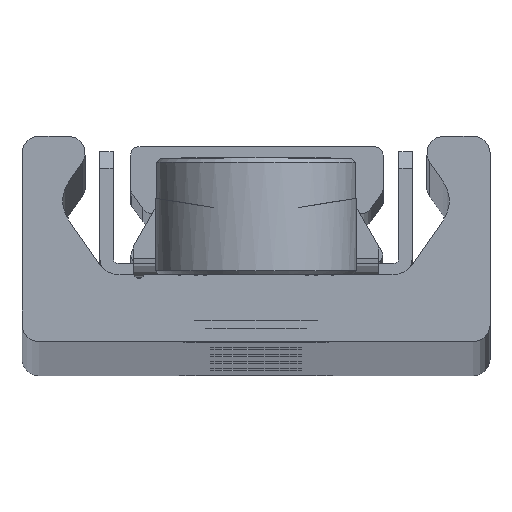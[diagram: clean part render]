
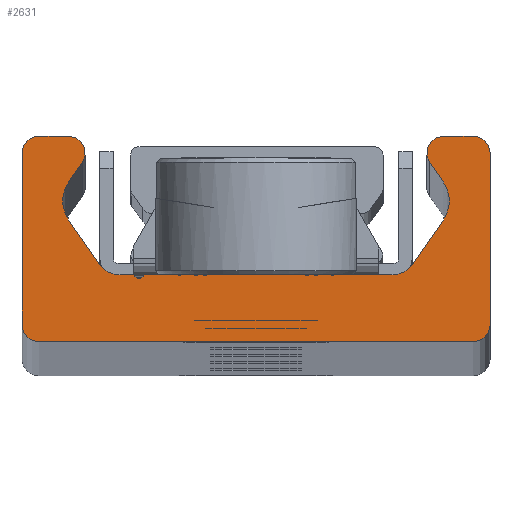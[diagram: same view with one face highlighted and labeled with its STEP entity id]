
A CAD part, top view. The second image highlights one B-rep face of the part: STEP entity #2631.
In plain terms, the highlighted planar face has unit normal (0, 0, 1).
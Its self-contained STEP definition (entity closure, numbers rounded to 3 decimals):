
#1701=CARTESIAN_POINT('',(-13.0,0.0,1170.0));
#1702=VERTEX_POINT('',#1701);
#1703=CARTESIAN_POINT('',(-14.,1.0,1170.0));
#1704=VERTEX_POINT('',#1703);
#1705=CARTESIAN_POINT('',(-13.0,1.0,1170.0));
#1706=DIRECTION('',(0.0,0.0,-1.0));
#1707=DIRECTION('',(-1.0,0.0,0.0));
#1708=AXIS2_PLACEMENT_3D('',#1705,#1706,#1707);
#1709=CIRCLE('',#1708,1.0);
#1710=EDGE_CURVE('',#1702,#1704,#1709,.T.);
#1743=CARTESIAN_POINT('',(-14.,11.3,1170.0));
#1744=VERTEX_POINT('',#1743);
#1745=CARTESIAN_POINT('',(-14.,1.0,1170.0));
#1746=DIRECTION('',(0.0,1.0,0.0));
#1747=VECTOR('',#1746,10.3);
#1748=LINE('',#1745,#1747);
#1749=EDGE_CURVE('',#1704,#1744,#1748,.T.);
#1774=CARTESIAN_POINT('',(-13.0,12.3,1170.0));
#1775=VERTEX_POINT('',#1774);
#1776=CARTESIAN_POINT('',(-13.0,11.3,1170.0));
#1777=DIRECTION('',(0.0,0.0,-1.0));
#1778=DIRECTION('',(0.0,1.0,0.0));
#1779=AXIS2_PLACEMENT_3D('',#1776,#1777,#1778);
#1780=CIRCLE('',#1779,1.0);
#1781=EDGE_CURVE('',#1744,#1775,#1780,.T.);
#1807=CARTESIAN_POINT('',(-11.214,12.3,1170.0));
#1808=VERTEX_POINT('',#1807);
#1809=CARTESIAN_POINT('',(-13.0,12.3,1170.0));
#1810=DIRECTION('',(1.0,0.0,0.0));
#1811=VECTOR('',#1810,1.786);
#1812=LINE('',#1809,#1811);
#1813=EDGE_CURVE('',#1775,#1808,#1812,.T.);
#1838=CARTESIAN_POINT('',(-10.395,10.726,1170.0));
#1839=VERTEX_POINT('',#1838);
#1840=CARTESIAN_POINT('',(-11.214,11.3,1170.0));
#1841=DIRECTION('',(0.0,0.0,-1.0));
#1842=DIRECTION('',(0.819,-0.574,0.0));
#1843=AXIS2_PLACEMENT_3D('',#1840,#1841,#1842);
#1844=CIRCLE('',#1843,1.0);
#1845=EDGE_CURVE('',#1808,#1839,#1844,.T.);
#1871=CARTESIAN_POINT('',(-11.206,9.567,1170.0));
#1872=VERTEX_POINT('',#1871);
#1873=CARTESIAN_POINT('',(-10.395,10.726,1170.0));
#1874=DIRECTION('',(-0.574,-0.819,0.0));
#1875=VECTOR('',#1874,1.415);
#1876=LINE('',#1873,#1875);
#1877=EDGE_CURVE('',#1839,#1872,#1876,.T.);
#1902=CARTESIAN_POINT('',(-11.206,7.273,1170.0));
#1903=VERTEX_POINT('',#1902);
#1904=CARTESIAN_POINT('',(-9.568,8.42,1170.0));
#1905=DIRECTION('',(0.0,0.0,1.0));
#1906=DIRECTION('',(0.819,-0.574,0.0));
#1907=AXIS2_PLACEMENT_3D('',#1904,#1905,#1906);
#1908=CIRCLE('',#1907,2.0);
#1909=EDGE_CURVE('',#1872,#1903,#1908,.T.);
#1935=CARTESIAN_POINT('',(-9.363,4.64,1170.0));
#1936=VERTEX_POINT('',#1935);
#1937=CARTESIAN_POINT('',(-11.206,7.273,1170.0));
#1938=DIRECTION('',(0.574,-0.819,0.0));
#1939=VECTOR('',#1938,3.215);
#1940=LINE('',#1937,#1939);
#1941=EDGE_CURVE('',#1903,#1936,#1940,.T.);
#1966=CARTESIAN_POINT('',(-8.134,4.0,1170.0));
#1967=VERTEX_POINT('',#1966);
#1968=CARTESIAN_POINT('',(-8.134,5.5,1170.0));
#1969=DIRECTION('',(0.0,0.0,1.0));
#1970=DIRECTION('',(0.819,0.574,0.0));
#1971=AXIS2_PLACEMENT_3D('',#1968,#1969,#1970);
#1972=CIRCLE('',#1971,1.5);
#1973=EDGE_CURVE('',#1936,#1967,#1972,.T.);
#1999=CARTESIAN_POINT('',(-7.335,4.,1170.0));
#2000=VERTEX_POINT('',#1999);
#2001=CARTESIAN_POINT('',(-8.134,4.0,1170.0));
#2002=DIRECTION('',(1.0,0.0,0.0));
#2003=VECTOR('',#2002,0.798);
#2004=LINE('',#2001,#2003);
#2005=EDGE_CURVE('',#1967,#2000,#2004,.T.);
#2030=CARTESIAN_POINT('',(-7.24,3.929,1170.0));
#2031=VERTEX_POINT('',#2030);
#2032=CARTESIAN_POINT('',(-7.335,3.9,1170.0));
#2033=DIRECTION('',(0.0,0.0,-1.));
#2034=DIRECTION('',(0.958,0.286,0.0));
#2035=AXIS2_PLACEMENT_3D('',#2032,#2033,#2034);
#2036=CIRCLE('',#2035,0.1);
#2037=EDGE_CURVE('',#2000,#2031,#2036,.T.);
#2063=CARTESIAN_POINT('',(-6.76,3.929,1170.0));
#2064=VERTEX_POINT('',#2063);
#2065=CARTESIAN_POINT('',(-7.,4.0,1170.0));
#2066=DIRECTION('',(0.0,0.0,1.));
#2067=DIRECTION('',(0.958,0.286,0.0));
#2068=AXIS2_PLACEMENT_3D('',#2065,#2066,#2067);
#2069=CIRCLE('',#2068,0.25);
#2070=EDGE_CURVE('',#2031,#2064,#2069,.T.);
#2096=CARTESIAN_POINT('',(-6.665,4.,1170.0));
#2097=VERTEX_POINT('',#2096);
#2098=CARTESIAN_POINT('',(-6.665,3.9,1170.0));
#2099=DIRECTION('',(0.0,0.0,-1.0));
#2100=DIRECTION('',(0.0,1.0,0.0));
#2101=AXIS2_PLACEMENT_3D('',#2098,#2099,#2100);
#2102=CIRCLE('',#2101,0.1);
#2103=EDGE_CURVE('',#2064,#2097,#2102,.T.);
#2129=CARTESIAN_POINT('',(8.134,4.,1170.0));
#2130=VERTEX_POINT('',#2129);
#2131=CARTESIAN_POINT('',(-6.665,4.,1170.0));
#2132=DIRECTION('',(1.0,0.0,0.0));
#2133=VECTOR('',#2132,14.798);
#2134=LINE('',#2131,#2133);
#2135=EDGE_CURVE('',#2097,#2130,#2134,.T.);
#2211=CARTESIAN_POINT('',(9.363,4.64,1170.0));
#2212=VERTEX_POINT('',#2211);
#2213=CARTESIAN_POINT('',(8.134,5.5,1170.0));
#2214=DIRECTION('',(0.0,0.0,1.0));
#2215=DIRECTION('',(0.0,1.0,0.0));
#2216=AXIS2_PLACEMENT_3D('',#2213,#2214,#2215);
#2217=CIRCLE('',#2216,1.5);
#2218=EDGE_CURVE('',#2130,#2212,#2217,.T.);
#2244=CARTESIAN_POINT('',(11.206,7.273,1170.0));
#2245=VERTEX_POINT('',#2244);
#2246=CARTESIAN_POINT('',(9.363,4.64,1170.0));
#2247=DIRECTION('',(0.574,0.819,0.0));
#2248=VECTOR('',#2247,3.215);
#2249=LINE('',#2246,#2248);
#2250=EDGE_CURVE('',#2212,#2245,#2249,.T.);
#2275=CARTESIAN_POINT('',(11.206,9.567,1170.0));
#2276=VERTEX_POINT('',#2275);
#2277=CARTESIAN_POINT('',(9.568,8.42,1170.0));
#2278=DIRECTION('',(0.0,0.0,1.));
#2279=DIRECTION('',(-0.819,0.574,0.0));
#2280=AXIS2_PLACEMENT_3D('',#2277,#2278,#2279);
#2281=CIRCLE('',#2280,2.0);
#2282=EDGE_CURVE('',#2245,#2276,#2281,.T.);
#2308=CARTESIAN_POINT('',(10.395,10.726,1170.0));
#2309=VERTEX_POINT('',#2308);
#2310=CARTESIAN_POINT('',(11.206,9.567,1170.0));
#2311=DIRECTION('',(-0.574,0.819,0.0));
#2312=VECTOR('',#2311,1.415);
#2313=LINE('',#2310,#2312);
#2314=EDGE_CURVE('',#2276,#2309,#2313,.T.);
#2339=CARTESIAN_POINT('',(11.214,12.3,1170.0));
#2340=VERTEX_POINT('',#2339);
#2341=CARTESIAN_POINT('',(11.214,11.3,1170.0));
#2342=DIRECTION('',(0.0,0.0,-1.0));
#2343=DIRECTION('',(0.0,1.0,0.0));
#2344=AXIS2_PLACEMENT_3D('',#2341,#2342,#2343);
#2345=CIRCLE('',#2344,1.0);
#2346=EDGE_CURVE('',#2309,#2340,#2345,.T.);
#2372=CARTESIAN_POINT('',(13.0,12.3,1170.0));
#2373=VERTEX_POINT('',#2372);
#2374=CARTESIAN_POINT('',(11.214,12.3,1170.0));
#2375=DIRECTION('',(1.0,0.0,0.0));
#2376=VECTOR('',#2375,1.786);
#2377=LINE('',#2374,#2376);
#2378=EDGE_CURVE('',#2340,#2373,#2377,.T.);
#2403=CARTESIAN_POINT('',(14.,11.3,1170.0));
#2404=VERTEX_POINT('',#2403);
#2405=CARTESIAN_POINT('',(13.0,11.3,1170.0));
#2406=DIRECTION('',(0.0,0.0,-1.0));
#2407=DIRECTION('',(1.0,0.0,0.0));
#2408=AXIS2_PLACEMENT_3D('',#2405,#2406,#2407);
#2409=CIRCLE('',#2408,1.0);
#2410=EDGE_CURVE('',#2373,#2404,#2409,.T.);
#2436=CARTESIAN_POINT('',(14.,1.0,1170.0));
#2437=VERTEX_POINT('',#2436);
#2438=CARTESIAN_POINT('',(14.,11.3,1170.0));
#2439=DIRECTION('',(0.0,-1.0,0.0));
#2440=VECTOR('',#2439,10.3);
#2441=LINE('',#2438,#2440);
#2442=EDGE_CURVE('',#2404,#2437,#2441,.T.);
#2467=CARTESIAN_POINT('',(13.0,0.0,1170.0));
#2468=VERTEX_POINT('',#2467);
#2469=CARTESIAN_POINT('',(13.0,1.0,1170.0));
#2470=DIRECTION('',(0.0,0.0,-1.0));
#2471=DIRECTION('',(0.0,-1.0,0.0));
#2472=AXIS2_PLACEMENT_3D('',#2469,#2470,#2471);
#2473=CIRCLE('',#2472,1.0);
#2474=EDGE_CURVE('',#2437,#2468,#2473,.T.);
#2500=CARTESIAN_POINT('',(13.0,0.0,1170.0));
#2501=DIRECTION('',(-1.0,0.0,0.0));
#2502=VECTOR('',#2501,26.0);
#2503=LINE('',#2500,#2502);
#2504=EDGE_CURVE('',#2468,#1702,#2503,.T.);
#2600=CARTESIAN_POINT('',(-0.017,4.731,1170.0));
#2601=DIRECTION('',(0.0,0.0,1.0));
#2602=DIRECTION('',(1.0,0.0,0.0));
#2603=AXIS2_PLACEMENT_3D('',#2600,#2601,#2602);
#2604=PLANE('',#2603);
#2605=ORIENTED_EDGE('',*,*,#1710,.F.);
#2606=ORIENTED_EDGE('',*,*,#2504,.F.);
#2607=ORIENTED_EDGE('',*,*,#2474,.F.);
#2608=ORIENTED_EDGE('',*,*,#2442,.F.);
#2609=ORIENTED_EDGE('',*,*,#2410,.F.);
#2610=ORIENTED_EDGE('',*,*,#2378,.F.);
#2611=ORIENTED_EDGE('',*,*,#2346,.F.);
#2612=ORIENTED_EDGE('',*,*,#2314,.F.);
#2613=ORIENTED_EDGE('',*,*,#2282,.F.);
#2614=ORIENTED_EDGE('',*,*,#2250,.F.);
#2615=ORIENTED_EDGE('',*,*,#2218,.F.);
#2616=ORIENTED_EDGE('',*,*,#2135,.F.);
#2617=ORIENTED_EDGE('',*,*,#2103,.F.);
#2618=ORIENTED_EDGE('',*,*,#2070,.F.);
#2619=ORIENTED_EDGE('',*,*,#2037,.F.);
#2620=ORIENTED_EDGE('',*,*,#2005,.F.);
#2621=ORIENTED_EDGE('',*,*,#1973,.F.);
#2622=ORIENTED_EDGE('',*,*,#1941,.F.);
#2623=ORIENTED_EDGE('',*,*,#1909,.F.);
#2624=ORIENTED_EDGE('',*,*,#1877,.F.);
#2625=ORIENTED_EDGE('',*,*,#1845,.F.);
#2626=ORIENTED_EDGE('',*,*,#1813,.F.);
#2627=ORIENTED_EDGE('',*,*,#1781,.F.);
#2628=ORIENTED_EDGE('',*,*,#1749,.F.);
#2629=EDGE_LOOP('',(#2605,#2606,#2607,#2608,#2609,#2610,#2611,#2612,#2613,#2614,#2615,#2616,#2617,#2618,#2619,#2620,#2621,#2622,#2623,#2624,#2625,#2626,#2627,#2628));
#2630=FACE_OUTER_BOUND('',#2629,.T.);
#2631=ADVANCED_FACE('',(#2630),#2604,.T.);
